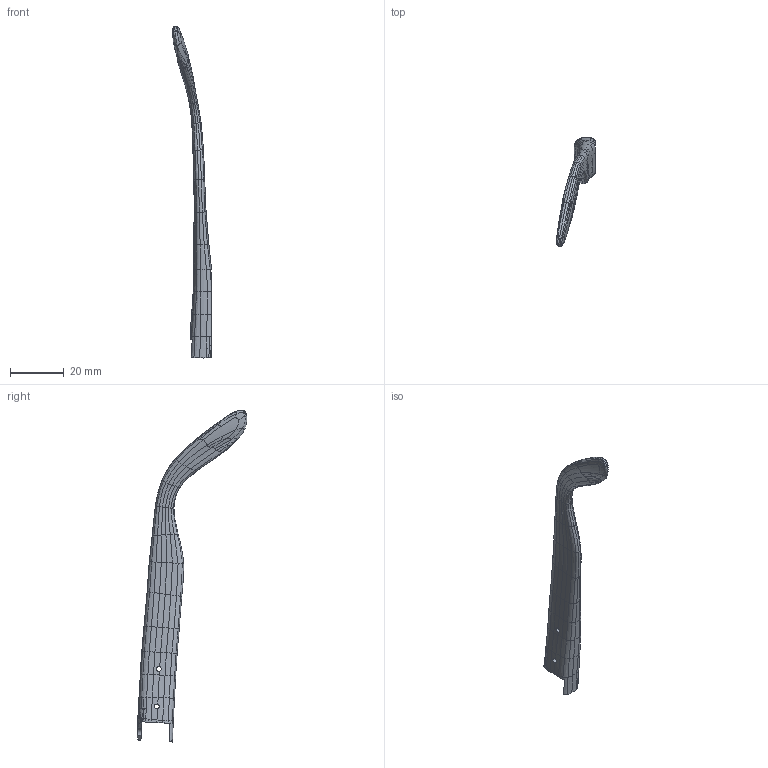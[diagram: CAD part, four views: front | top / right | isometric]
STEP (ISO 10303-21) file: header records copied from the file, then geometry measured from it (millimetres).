
FILE_DESCRIPTION(/* description */ (''),/* implementation_level */ '2;1');
FILE_NAME(/* name */ 'temple_v02',/* time_stamp */ '2026-02-26T14:13:11+03:00',/* author */ (''),/* organization */ (''),/* preprocessor_version */ 'ST-DEVELOPER v16.5',/* originating_system */ 'Rhino 7.23',/* authorisation */ '');
FILE_SCHEMA (('CONFIG_CONTROL_DESIGN'));
Length unit declared in the file: millimetre
Products named in the file (1): Document
Bounding box: 14.43 x 40.84 x 123.62 mm (x, y, z)
Volume: 5169.7 mm3; surface area: 3980.9 mm2
Topology: 1 solids, 1 shells, 303 faces, 680 edges, 377 vertices
Faces by surface type: bspline 279, plane 21, cylinder 3
Full cylindrical faces by diameter (mm): 1.8 x2
Entity records: 18453 total; most frequent: CARTESIAN_POINT 14010, ORIENTED_EDGE 1360, EDGE_CURVE 680, B_SPLINE_CURVE_WITH_KNOTS 673, VERTEX_POINT 377, EDGE_LOOP 305, ADVANCED_FACE 303, FACE_OUTER_BOUND 303
